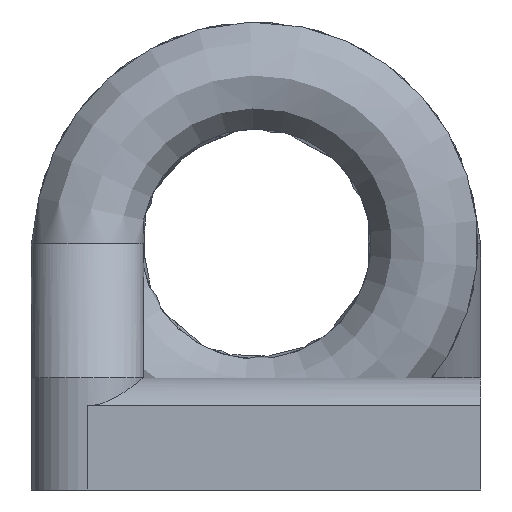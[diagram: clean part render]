
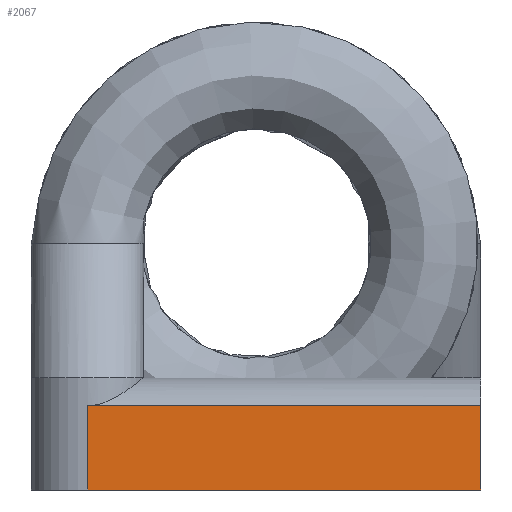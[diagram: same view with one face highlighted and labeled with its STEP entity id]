
A CAD part, left-side view. The second image highlights one B-rep face of the part: STEP entity #2067.
In plain terms, the highlighted planar face has unit normal (-1, 0, 0).
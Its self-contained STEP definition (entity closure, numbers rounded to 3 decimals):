
#1673=DIRECTION('',(0.,1.,0.));
#1851=VERTEX_POINT('',#1852);
#1852=CARTESIAN_POINT('',(-3.11,1.335,0.668));
#1909=ORIENTED_EDGE('',*,*,#1910,.T.);
#1910=EDGE_CURVE('',#1851,#1911,#1913,.T.);
#1911=VERTEX_POINT('',#1912);
#1912=CARTESIAN_POINT('',(-3.11,1.335,0.));
#1913=LINE('',#1852,#1914);
#1914=VECTOR('',#1915,1.);
#1915=DIRECTION('',(0.,0.,-1.));
#2052=VERTEX_POINT('',#2053);
#2053=CARTESIAN_POINT('',(-3.11,-1.78,0.668));
#2062=VECTOR('',#1673,1.);
#2064=EDGE_CURVE('',#2052,#1851,#2065,.T.);
#2065=LINE('',#2053,#2062);
#2067=ADVANCED_FACE('',(#2068),#2079,.T.);
#2068=FACE_BOUND('',#2069,.T.);
#2069=EDGE_LOOP('',(#2070,#1909,#2071,#2076));
#2070=ORIENTED_EDGE('',*,*,#2064,.T.);
#2071=ORIENTED_EDGE('',*,*,#2072,.F.);
#2072=EDGE_CURVE('',#2073,#1911,#2075,.T.);
#2073=VERTEX_POINT('',#2074);
#2074=CARTESIAN_POINT('',(-3.11,-1.78,0.));
#2075=LINE('',#2074,#2062);
#2076=ORIENTED_EDGE('',*,*,#2077,.F.);
#2077=EDGE_CURVE('',#2052,#2073,#2078,.T.);
#2078=LINE('',#2053,#1914);
#2079=PLANE('',#2080);
#2080=AXIS2_PLACEMENT_3D('',#2053,#2081,#1915);
#2081=DIRECTION('',(-1.,0.,0.));
